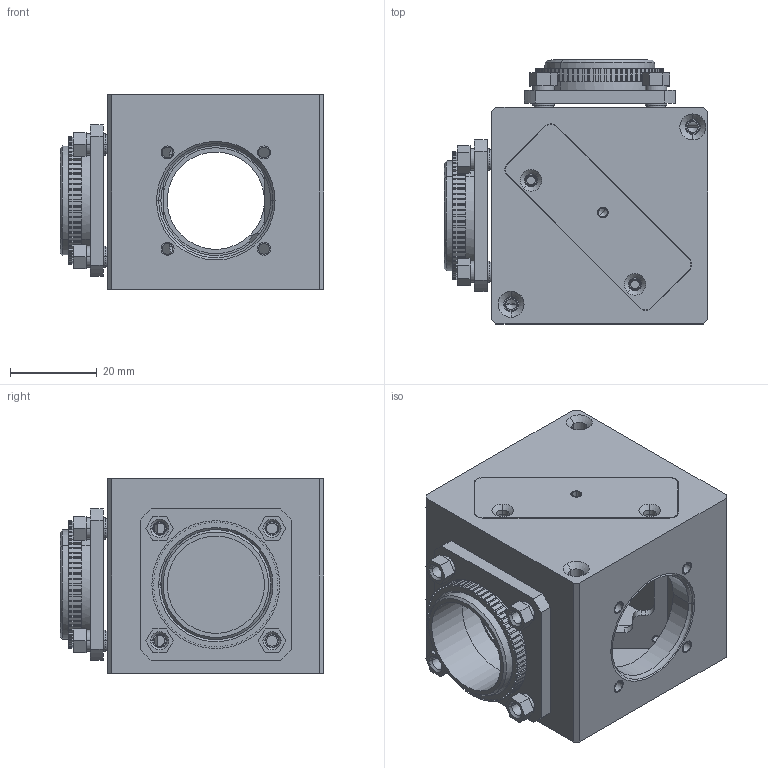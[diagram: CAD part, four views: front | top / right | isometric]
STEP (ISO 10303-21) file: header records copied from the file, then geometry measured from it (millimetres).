
FILE_DESCRIPTION((''),'2;1');
FILE_NAME('402002','2017-10-27T',('zkm'),(''),'PRO/ENGINEER BY PARAMETRIC TECHNOLOGY CORPORATION, 2004110','PRO/ENGINEER BY PARAMETRIC TECHNOLOGY CORPORATION, 2004110','');
FILE_SCHEMA(('CONFIG_CONTROL_DESIGN'));
Length unit declared in the file: millimetre
Products named in the file (1): 402002
Bounding box: 61 x 61 x 45 mm (x, y, z)
Volume: 60435.6 mm3; surface area: 39992.3 mm2
Topology: 1 solids, 57 shells, 1156 faces, 3216 edges, 2123 vertices
Faces by surface type: plane 622, cylinder 458, cone 76
Entity records: 37309 total; most frequent: CARTESIAN_POINT 6767, DIRECTION 6497, ORIENTED_EDGE 6172, EDGE_CURVE 3194, AXIS2_PLACEMENT_3D 2170, VECTOR 2157, LINE 2157, VERTEX_POINT 2123
